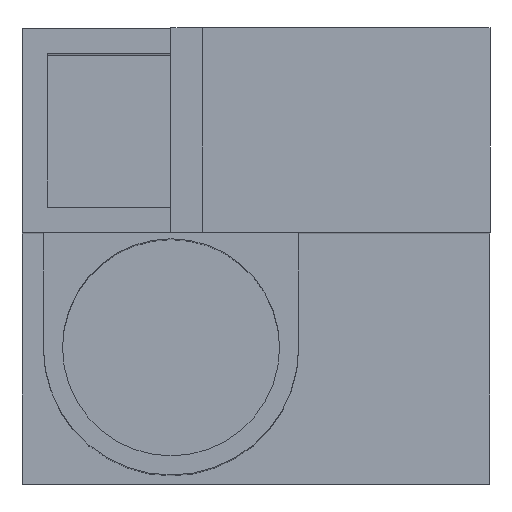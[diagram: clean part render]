
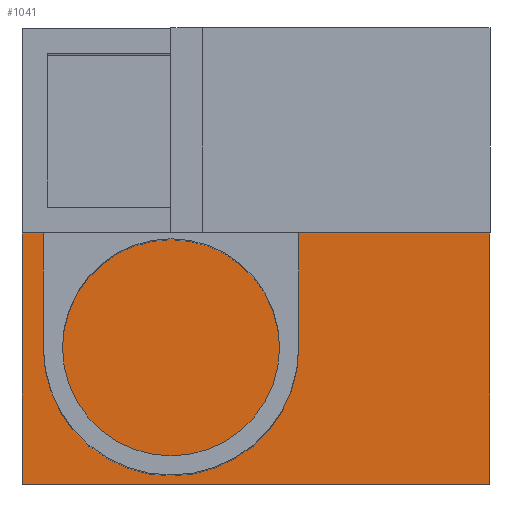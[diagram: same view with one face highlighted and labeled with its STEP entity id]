
A CAD part, top view. The second image highlights one B-rep face of the part: STEP entity #1041.
In plain terms, the highlighted planar face has unit normal (0, 0, 1).
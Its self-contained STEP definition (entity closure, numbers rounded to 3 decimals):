
#57=FACE_OUTER_BOUND('',#114,.T.);
#114=EDGE_LOOP('',(#754,#755,#756,#757,#758,#759,#760,#761,#762,#763,#764,
#765));
#167=LINE('',#1453,#308);
#168=LINE('',#1456,#309);
#172=LINE('',#1463,#313);
#176=LINE('',#1471,#317);
#180=LINE('',#1478,#321);
#184=LINE('',#1487,#325);
#187=LINE('',#1493,#328);
#191=LINE('',#1501,#332);
#203=LINE('',#1527,#344);
#206=LINE('',#1533,#347);
#207=LINE('',#1534,#348);
#208=LINE('',#1535,#349);
#308=VECTOR('',#1178,10.);
#309=VECTOR('',#1181,10.);
#313=VECTOR('',#1187,10.);
#317=VECTOR('',#1195,10.);
#321=VECTOR('',#1199,10.);
#325=VECTOR('',#1205,10.);
#328=VECTOR('',#1210,10.);
#332=VECTOR('',#1218,10.);
#344=VECTOR('',#1240,10.);
#347=VECTOR('',#1245,10.);
#348=VECTOR('',#1246,10.);
#349=VECTOR('',#1247,10.);
#445=VERTEX_POINT('',#1445);
#448=VERTEX_POINT('',#1451);
#449=VERTEX_POINT('',#1455);
#451=VERTEX_POINT('',#1461);
#453=VERTEX_POINT('',#1470);
#456=VERTEX_POINT('',#1476);
#458=VERTEX_POINT('',#1481);
#460=VERTEX_POINT('',#1485);
#462=VERTEX_POINT('',#1491);
#464=VERTEX_POINT('',#1499);
#473=VERTEX_POINT('',#1526);
#475=VERTEX_POINT('',#1532);
#545=EDGE_CURVE('',#445,#448,#167,.T.);
#546=EDGE_CURVE('',#448,#449,#168,.T.);
#550=EDGE_CURVE('',#449,#451,#172,.T.);
#554=EDGE_CURVE('',#453,#445,#176,.T.);
#558=EDGE_CURVE('',#451,#456,#180,.T.);
#562=EDGE_CURVE('',#458,#460,#184,.T.);
#565=EDGE_CURVE('',#462,#460,#187,.T.);
#569=EDGE_CURVE('',#464,#462,#191,.T.);
#581=EDGE_CURVE('',#456,#473,#203,.T.);
#584=EDGE_CURVE('',#473,#475,#206,.T.);
#585=EDGE_CURVE('',#475,#458,#207,.T.);
#586=EDGE_CURVE('',#464,#453,#208,.T.);
#754=ORIENTED_EDGE('',*,*,#550,.T.);
#755=ORIENTED_EDGE('',*,*,#558,.T.);
#756=ORIENTED_EDGE('',*,*,#581,.T.);
#757=ORIENTED_EDGE('',*,*,#584,.T.);
#758=ORIENTED_EDGE('',*,*,#585,.T.);
#759=ORIENTED_EDGE('',*,*,#562,.T.);
#760=ORIENTED_EDGE('',*,*,#565,.F.);
#761=ORIENTED_EDGE('',*,*,#569,.F.);
#762=ORIENTED_EDGE('',*,*,#586,.T.);
#763=ORIENTED_EDGE('',*,*,#554,.T.);
#764=ORIENTED_EDGE('',*,*,#545,.T.);
#765=ORIENTED_EDGE('',*,*,#546,.T.);
#987=PLANE('',#1114);
#1041=ADVANCED_FACE('',(#57),#987,.T.);
#1114=AXIS2_PLACEMENT_3D('',#1531,#1243,#1244);
#1178=DIRECTION('',(1.,0.,0.));
#1181=DIRECTION('',(0.,-1.,0.));
#1187=DIRECTION('',(-1.,0.,0.));
#1195=DIRECTION('',(0.,-1.,0.));
#1199=DIRECTION('',(0.,-1.,0.));
#1205=DIRECTION('',(0.,-1.,0.));
#1210=DIRECTION('',(-1.,0.,0.));
#1218=DIRECTION('',(0.,-1.,0.));
#1240=DIRECTION('',(-1.,0.,0.));
#1243=DIRECTION('center_axis',(0.,0.,1.));
#1244=DIRECTION('ref_axis',(1.,0.,0.));
#1245=DIRECTION('',(0.,1.,0.));
#1246=DIRECTION('',(-1.,0.,0.));
#1247=DIRECTION('',(-1.,0.,0.));
#1445=CARTESIAN_POINT('',(26.5,12.,0.));
#1451=CARTESIAN_POINT('',(42.817,12.,0.));
#1453=CARTESIAN_POINT('',(26.09,12.,0.));
#1455=CARTESIAN_POINT('',(42.817,-12.,0.));
#1456=CARTESIAN_POINT('',(42.817,-14.682,0.));
#1461=CARTESIAN_POINT('',(26.5,-12.,0.));
#1463=CARTESIAN_POINT('',(5.59,-12.,0.));
#1470=CARTESIAN_POINT('',(26.5,16.,0.));
#1471=CARTESIAN_POINT('',(26.5,16.,0.));
#1476=CARTESIAN_POINT('',(26.5,-16.,0.));
#1478=CARTESIAN_POINT('',(26.5,16.,0.));
#1481=CARTESIAN_POINT('',(-26.5,16.,0.));
#1485=CARTESIAN_POINT('',(-26.5,-55.227,0.));
#1487=CARTESIAN_POINT('',(-26.5,-36.295,0.));
#1491=CARTESIAN_POINT('',(46.817,-55.227,0.));
#1493=CARTESIAN_POINT('',(46.817,-55.227,0.));
#1499=CARTESIAN_POINT('',(46.817,16.,0.));
#1501=CARTESIAN_POINT('',(46.817,20.5,0.));
#1526=CARTESIAN_POINT('',(-26.5,-16.,0.));
#1527=CARTESIAN_POINT('',(26.5,-16.,0.));
#1531=CARTESIAN_POINT('Origin',(9.362,-17.364,0.));
#1532=CARTESIAN_POINT('',(-26.5,16.,0.));
#1533=CARTESIAN_POINT('',(-26.5,-16.,0.));
#1534=CARTESIAN_POINT('',(-9.365,16.,0.));
#1535=CARTESIAN_POINT('',(-9.365,16.,0.));
